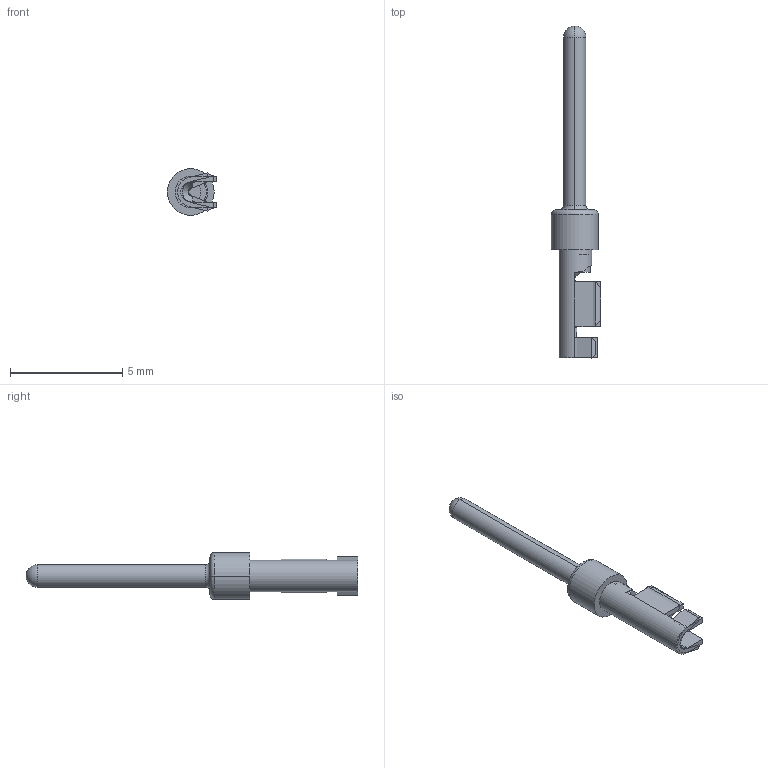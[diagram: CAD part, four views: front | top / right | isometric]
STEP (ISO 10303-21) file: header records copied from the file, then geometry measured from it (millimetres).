
FILE_DESCRIPTION(/* description */ (''),/* implementation_level */ '2;1');
FILE_NAME(/* name */ 'xn01 010 013x 2nxc001-01.stp',/* time_stamp */ '2021-04-26T07:09:52+02:00',/* author */ (''),/* organization */ (''),/* preprocessor_version */ 'ST-DEVELOPER v16.7',/* originating_system */ 'SIEMENS PLM Software NX 12.0',/* authorisation */ '');
FILE_SCHEMA (('AUTOMOTIVE_DESIGN { 1 0 10303 214 3 1 1 1 }'));
Length unit declared in the file: millimetre
Products named in the file (4): n 01 010 0131 2nxm001-03; n 01 010 0130 2nxm001-03; xn01 010 013x 2nxm001-01; xn01 010 013x 2nxc001-01
Assembly tree (3 placements, depth 3):
  xn01 010 013x 2nxc001-01
    xn01 010 013x 2nxm001-01
      n 01 010 0130 2nxm001-03
      n 01 010 0131 2nxm001-03
Bounding box: 2.19 x 14.8 x 2.08 mm (x, y, z)
Volume: 31.6 mm3; surface area: 153.9 mm2
Topology: 2 solids, 2 shells, 117 faces, 304 edges, 192 vertices
Faces by surface type: plane 70, cylinder 20, torus 12, bspline 8, cone 4, sphere 3
Full cylindrical faces by diameter (mm): 0.9 x1, 1 x1, 1.4 x1, 2.08 x1
Entity records: 3897 total; most frequent: CARTESIAN_POINT 1086, ORIENTED_EDGE 584, DIRECTION 543, EDGE_CURVE 292, AXIS2_PLACEMENT_3D 190, VERTEX_POINT 188, LINE 163, VECTOR 163
